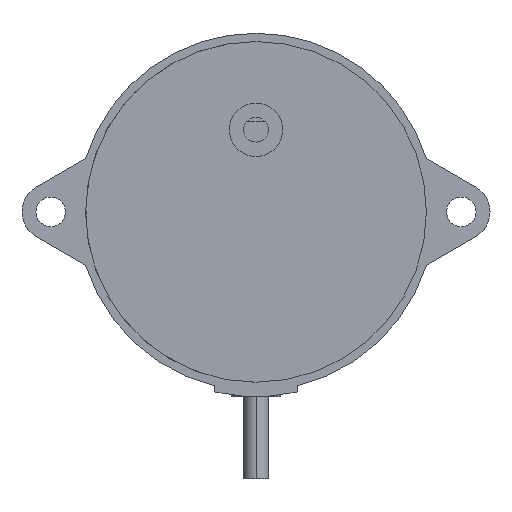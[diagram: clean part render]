
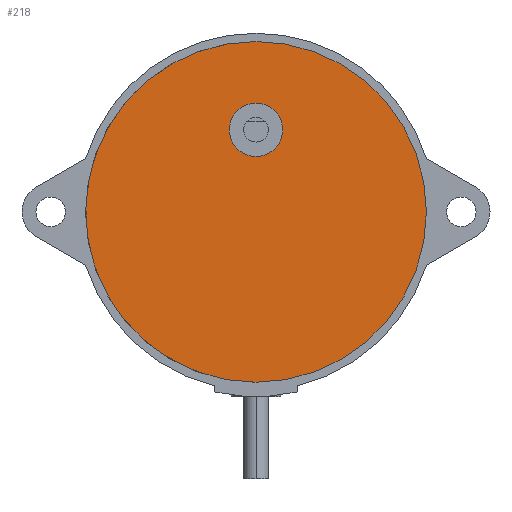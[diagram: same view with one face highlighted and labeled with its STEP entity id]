
A CAD part, left-side view. The second image highlights one B-rep face of the part: STEP entity #218.
In plain terms, the highlighted planar face has unit normal (-1, 0, 0).
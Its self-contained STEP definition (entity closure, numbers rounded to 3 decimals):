
#150=CARTESIAN_POINT('POINT17294',(0.5,
   0.,3.25));
#151=VERTEX_POINT('VERTEX17294',#150);
#158=CARTESIAN_POINT('POINT17295',(0.5,
   0.,-3.25));
#159=VERTEX_POINT('VERTEX17295',#158);
#160=CARTESIAN_POINT('POS24643',(0.5,0.,
   0.));
#161=DIRECTION('DIR37960',(-1.,0.,0.));
#162=DIRECTION('DIR37961',(0.,0.,1.));
#163=AXIS2_PLACEMENT_3D('AXIS13318',#160,#161,#162);
#164=CIRCLE('ELLIPSE6331',#163,3.25);
#165=EDGE_CURVE('EDGE28174',#151,#159,#164,.T.);
#185=EDGE_CURVE('EDGE28176',#159,#151,#164,.T.);
#190=CARTESIAN_POINT('POINT17296',(0.5,5.,
   -30.139));
#191=VERTEX_POINT('VERTEX17296',#190);
#192=CARTESIAN_POINT('POINT17297',(0.5,
   0.,10.75));
#193=VERTEX_POINT('VERTEX17297',#192);
#194=CARTESIAN_POINT('POS24646',(0.5,0.,-10.));
#195=DIRECTION('DIR37965',(1.,0.,0.));
#196=DIRECTION('DIR37966',(0.,0.,-1.));
#197=AXIS2_PLACEMENT_3D('AXIS13320',#194,#195,#196);
#198=CIRCLE('ELLIPSE6332',#197,20.75);
#199=EDGE_CURVE('EDGE28177',#191,#193,#198,.T.);
#200=ORIENTED_EDGE('COEDGE56471',*,*,#199,.F.);
#201=CARTESIAN_POINT('POINT17298',(0.5,
   0.,-30.75));
#202=VERTEX_POINT('VERTEX17298',#201);
#203=EDGE_CURVE('EDGE28178',#202,#191,#198,.T.);
#204=ORIENTED_EDGE('COEDGE56472',*,*,#203,.F.);
#205=EDGE_CURVE('EDGE28179',#193,#202,#198,.T.);
#206=ORIENTED_EDGE('COEDGE56473',*,*,#205,.F.);
#207=EDGE_LOOP('NONE',(#200,#204,#206));
#208=FACE_BOUND('LOOP1',#207,.T.);
#209=ORIENTED_EDGE('COEDGE56474',*,*,#185,.F.);
#210=ORIENTED_EDGE('COEDGE56475',*,*,#165,.F.);
#211=EDGE_LOOP('NONE',(#209,#210));
#212=FACE_BOUND('LOOP1',#211,.T.);
#213=CARTESIAN_POINT('POS24647',(0.5,0.,-10.));
#214=DIRECTION('DIR37967',(1.,0.,0.));
#215=DIRECTION('DIR37968',(0.,1.,0.));
#216=AXIS2_PLACEMENT_3D('AXIS13321',#213,#214,#215);
#217=PLANE('PLANE4222',#216);
#218=ADVANCED_FACE('FACE12276',(#208,#212),#217,.F.);
